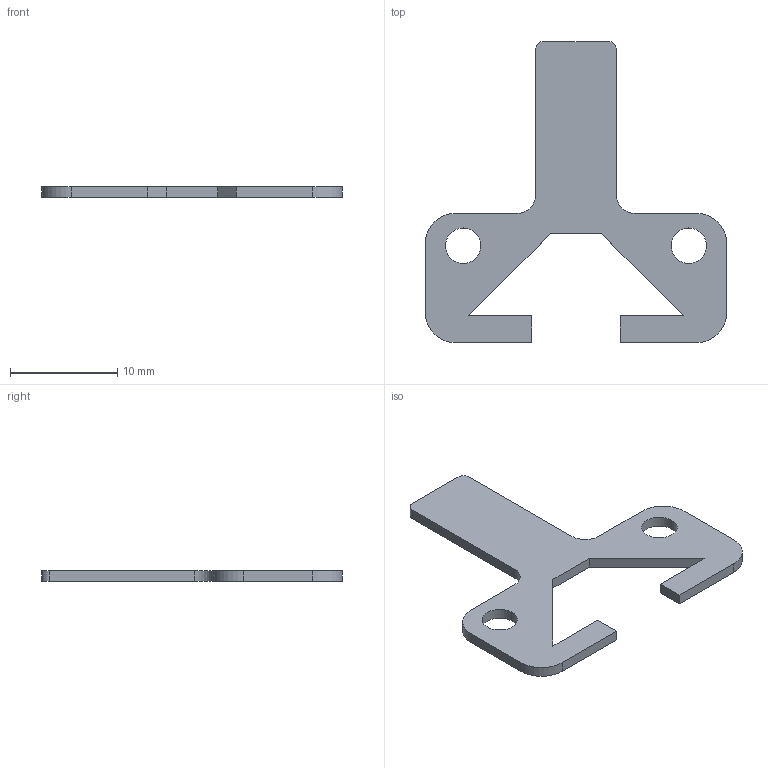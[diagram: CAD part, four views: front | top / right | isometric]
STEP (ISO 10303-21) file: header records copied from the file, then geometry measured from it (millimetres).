
FILE_DESCRIPTION((''),'2;1');
FILE_NAME('SP116_extern.ipt.step','2007-09-10T15:09:03',(''),(''),'Autodesk Inventor 11','Autodesk Inventor 11','');
FILE_SCHEMA(('AUTOMOTIVE_DESIGN { 1 0 10303 214 1 1 1 1 }'));
Length unit declared in the file: millimetre
Products named in the file (1): SP116_extern
Bounding box: 28 x 28 x 1 mm (x, y, z)
Volume: 318.7 mm3; surface area: 798.2 mm2
Topology: 1 solids, 1 shells, 28 faces, 80 edges, 54 vertices
Faces by surface type: plane 18, cylinder 9, bspline 1
Full cylindrical faces by diameter (mm): 3.3 x1
Entity records: 936 total; most frequent: CARTESIAN_POINT 174, DIRECTION 152, ORIENTED_EDGE 152, EDGE_CURVE 76, VECTOR 56, LINE 56, VERTEX_POINT 52, AXIS2_PLACEMENT_3D 48
